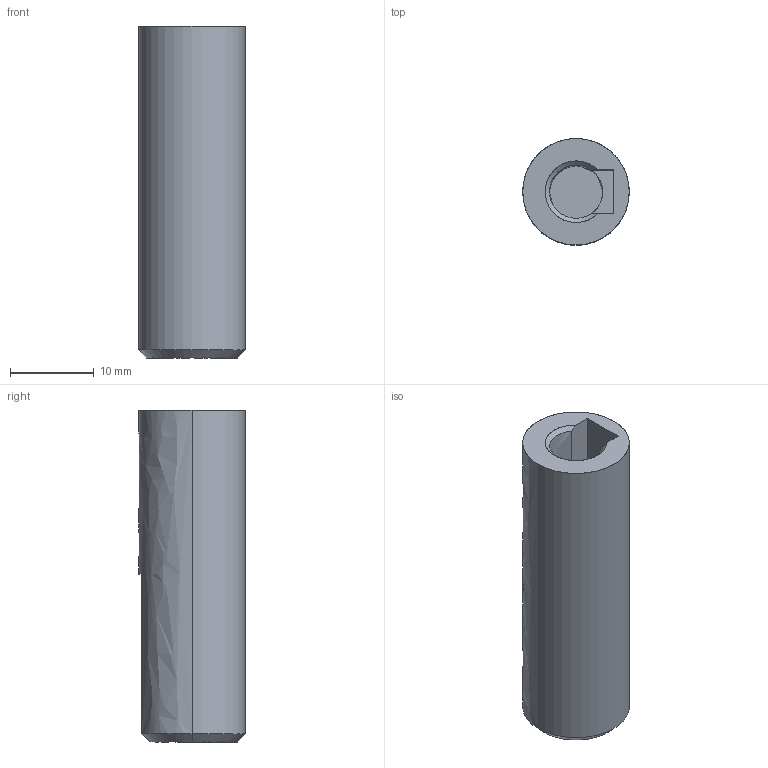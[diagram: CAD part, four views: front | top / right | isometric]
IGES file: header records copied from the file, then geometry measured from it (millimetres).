
Start section: SolidWorks IGES file using analytic representation for surfaces
Global section: file name: Peça Luva .IGS; native system: SolidWorks 2013; preprocessor: SolidWorks 2013; author: Sebastian; date: 150917.163517; units: millimetre
Bounding box: 12.7 x 12.7 x 39.6 mm (x, y, z)
Surface area: 2265.6 mm2 (no closed solid volume)
Topology: 0 solids, 0 shells, 19 faces, 221 edges, 221 vertices
Faces by surface type: bspline 11, revolution 8
